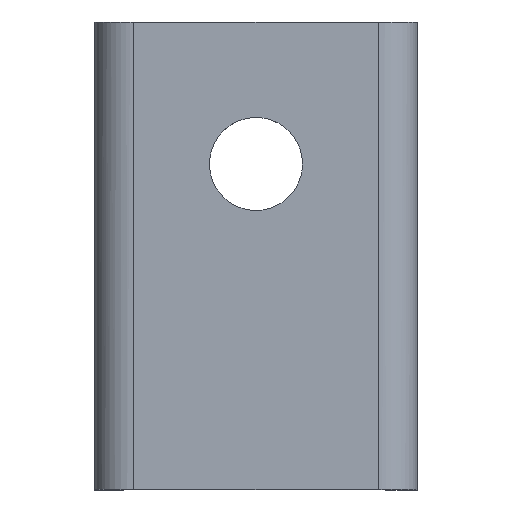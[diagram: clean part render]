
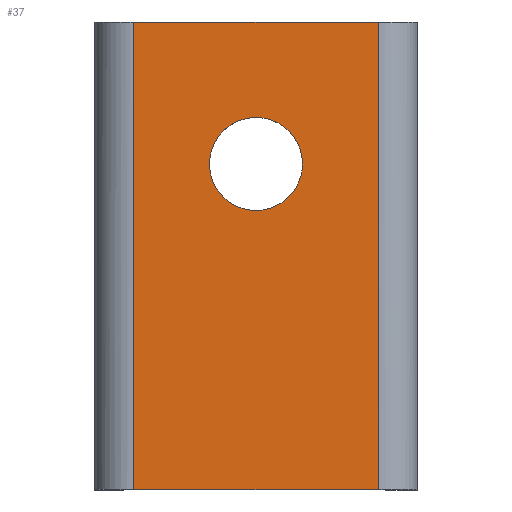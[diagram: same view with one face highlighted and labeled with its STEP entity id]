
A CAD part, top view. The second image highlights one B-rep face of the part: STEP entity #37.
In plain terms, the highlighted planar face has unit normal (0, 0, 1).
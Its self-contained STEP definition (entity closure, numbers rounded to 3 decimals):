
#25=FACE_BOUND('',#133,.T.);
#37=ADVANCED_FACE('',(#84,#25),#825,.T.);
#84=FACE_OUTER_BOUND('',#132,.T.);
#132=EDGE_LOOP('',(#278,#279,#280,#281));
#133=EDGE_LOOP('',(#282));
#278=ORIENTED_EDGE('',*,*,#467,.F.);
#279=ORIENTED_EDGE('',*,*,#471,.T.);
#280=ORIENTED_EDGE('',*,*,#466,.F.);
#281=ORIENTED_EDGE('',*,*,#470,.F.);
#282=ORIENTED_EDGE('',*,*,#443,.F.);
#443=EDGE_CURVE('',#713,#713,#574,.T.);
#466=EDGE_CURVE('',#730,#729,#605,.T.);
#467=EDGE_CURVE('',#732,#731,#606,.T.);
#470=EDGE_CURVE('',#731,#730,#609,.T.);
#471=EDGE_CURVE('',#732,#729,#610,.T.);
#574=(
BOUNDED_CURVE()
B_SPLINE_CURVE(2,(#1138,#1139,#1140,#1141,#1142,#1143,#1144,#1145,#1146),
 .UNSPECIFIED.,.T.,.F.)
B_SPLINE_CURVE_WITH_KNOTS((3,2,2,2,3),(0.,2.985,5.969,
8.954,11.938),.UNSPECIFIED.)
CURVE()
GEOMETRIC_REPRESENTATION_ITEM()
RATIONAL_B_SPLINE_CURVE((1.,0.707,1.,0.707,1.,0.707,
1.,0.707,1.))
REPRESENTATION_ITEM('')
);
#605=B_SPLINE_CURVE_WITH_KNOTS('',1,(#1202,#1203),.UNSPECIFIED.,.F.,.F.,
(2,2),(-19.9,-9.9),.UNSPECIFIED.);
#606=B_SPLINE_CURVE_WITH_KNOTS('',1,(#1204,#1205),.UNSPECIFIED.,.F.,.F.,
(2,2),(-11.6,-1.6),.UNSPECIFIED.);
#609=B_SPLINE_CURVE_WITH_KNOTS('',1,(#1210,#1211),.UNSPECIFIED.,.F.,.F.,
(2,2),(0.,19.1),.UNSPECIFIED.);
#610=B_SPLINE_CURVE_WITH_KNOTS('',1,(#1212,#1213),.UNSPECIFIED.,.F.,.F.,
(2,2),(0.,19.1),.UNSPECIFIED.);
#713=VERTEX_POINT('',#1044);
#729=VERTEX_POINT('',#1060);
#730=VERTEX_POINT('',#1061);
#731=VERTEX_POINT('',#1062);
#732=VERTEX_POINT('',#1063);
#825=PLANE('',#887);
#887=AXIS2_PLACEMENT_3D('',#1019,#932,$);
#932=DIRECTION('',(0.,0.,1.));
#1019=CARTESIAN_POINT('',(53.2,0.,0.));
#1044=CARTESIAN_POINT('',(48.5,13.3,0.));
#1060=CARTESIAN_POINT('',(51.6,19.1,0.));
#1061=CARTESIAN_POINT('',(41.6,19.1,0.));
#1062=CARTESIAN_POINT('',(41.6,0.,0.));
#1063=CARTESIAN_POINT('',(51.6,0.,0.));
#1138=CARTESIAN_POINT('',(48.5,13.3,0.));
#1139=CARTESIAN_POINT('',(48.5,15.2,0.));
#1140=CARTESIAN_POINT('',(46.6,15.2,0.));
#1141=CARTESIAN_POINT('',(44.7,15.2,0.));
#1142=CARTESIAN_POINT('',(44.7,13.3,0.));
#1143=CARTESIAN_POINT('',(44.7,11.4,0.));
#1144=CARTESIAN_POINT('',(46.6,11.4,0.));
#1145=CARTESIAN_POINT('',(48.5,11.4,0.));
#1146=CARTESIAN_POINT('',(48.5,13.3,0.));
#1202=CARTESIAN_POINT('',(41.6,19.1,0.));
#1203=CARTESIAN_POINT('',(51.6,19.1,0.));
#1204=CARTESIAN_POINT('',(51.6,0.,0.));
#1205=CARTESIAN_POINT('',(41.6,0.,0.));
#1210=CARTESIAN_POINT('',(41.6,0.,0.));
#1211=CARTESIAN_POINT('',(41.6,19.1,0.));
#1212=CARTESIAN_POINT('',(51.6,0.,0.));
#1213=CARTESIAN_POINT('',(51.6,19.1,0.));
